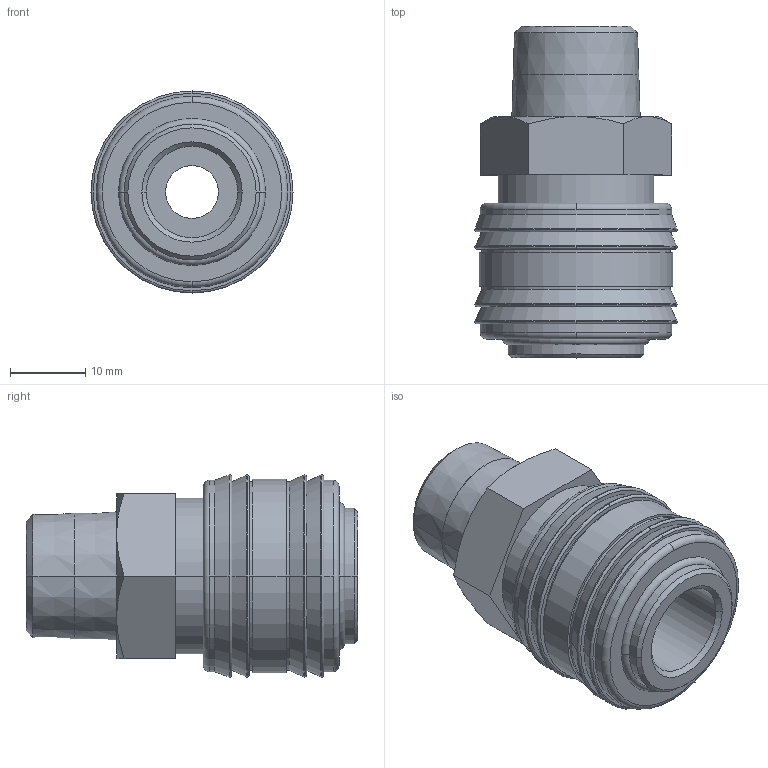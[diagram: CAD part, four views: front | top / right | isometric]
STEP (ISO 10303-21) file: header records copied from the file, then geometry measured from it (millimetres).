
FILE_DESCRIPTION(('STEP AP214'),'1');
FILE_NAME('es_38_ab.stp','2020-04-20T07:38:34',('TraceParts'),('TraceParts S.A.'),'Spatial InterOp 3D',' ',' ');
FILE_SCHEMA(('automotive_design'));
Length unit declared in the file: millimetre
Products named in the file (1): 1
Bounding box: 26.8 x 44 x 26.8 mm (x, y, z)
Volume: 13822.5 mm3; surface area: 5738 mm2
Topology: 1 solids, 1 shells, 87 faces, 197 edges, 125 vertices
Faces by surface type: cone 26, torus 22, plane 21, cylinder 18
Entity records: 3222 total; most frequent: DIRECTION 496, CARTESIAN_POINT 458, ORIENTED_EDGE 394, AXIS2_PLACEMENT_3D 223, EDGE_CURVE 197, CIRCLE 135, VERTEX_POINT 125, EDGE_LOOP 102
